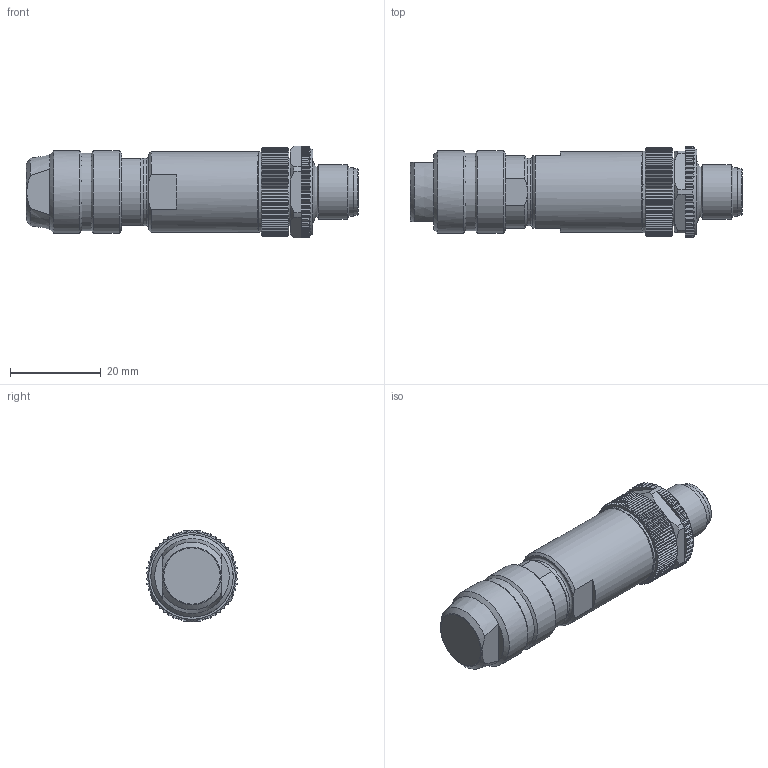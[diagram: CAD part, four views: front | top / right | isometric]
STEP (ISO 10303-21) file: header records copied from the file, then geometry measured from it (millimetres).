
FILE_DESCRIPTION(/* description */ (''),/* implementation_level */ '2;1');
FILE_NAME(/* name */ '99_1431_814_04_001_01.stp',/* time_stamp */ '2013-08-21T16:53:36+02:00',/* author */ (''),/* organization */ (''),/* preprocessor_version */ 'ST-DEVELOPER v14',/* originating_system */ 'SIEMENS PLM Software NX 8.0',/* authorisation */ '');
FILE_SCHEMA (('AUTOMOTIVE_DESIGN { 1 0 10303 214 3 1 1 1 }'));
Length unit declared in the file: millimetre
Products named in the file (1): kbor0D50EDE7vwag
Bounding box: 73 x 20.16 x 20.2 mm (x, y, z)
Volume: 15895.4 mm3; surface area: 5243.4 mm2
Topology: 1 solids, 1 shells, 803 faces, 1958 edges, 1165 vertices
Faces by surface type: plane 353, cylinder 223, cone 220, sphere 4, torus 3
Full cylindrical faces by diameter (mm): 1 x4, 8.3 x1, 10.3 x1, 10.6 x1, 12 x1, 14.8 x1, 15 x1, 17.1 x1, 17.7 x1, 18.1 x2
Entity records: 23758 total; most frequent: CARTESIAN_POINT 6056, ORIENTED_EDGE 3822, DIRECTION 3488, EDGE_CURVE 1911, AXIS2_PLACEMENT_3D 1393, VERTEX_POINT 1149, EDGE_LOOP 842, ADVANCED_FACE 803
